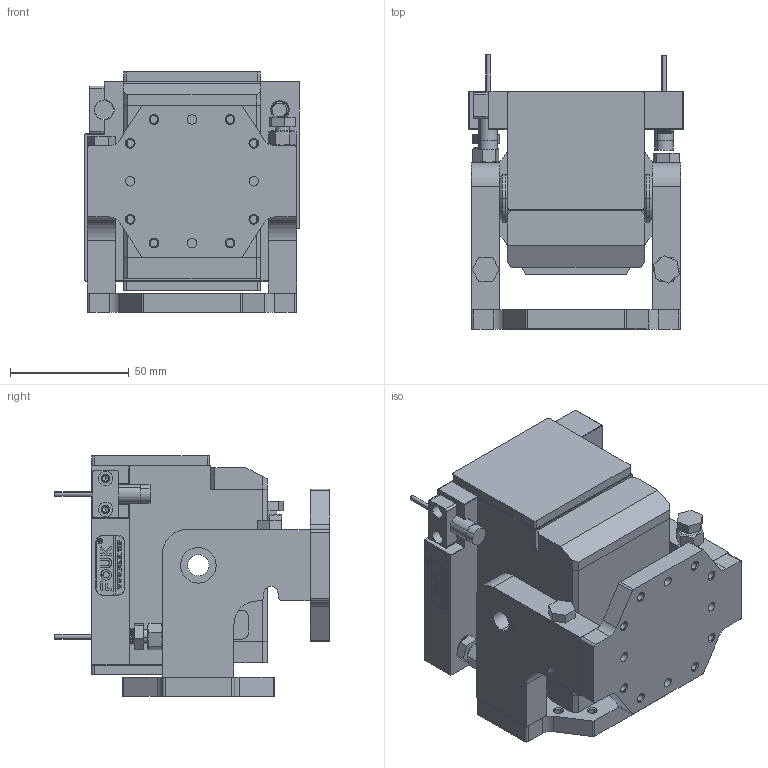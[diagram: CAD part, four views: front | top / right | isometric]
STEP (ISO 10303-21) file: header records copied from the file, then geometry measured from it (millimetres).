
FILE_DESCRIPTION (( 'STEP AP203' ), '1' );
FILE_NAME ('TE40.STEP', '2025-01-03T02:08:14', ( 'USER-' ), ( 'Microsoft' ), 'SwSTEP 2.0', 'SolidWorks 2018', '' );
FILE_SCHEMA (( 'CONFIG_CONTROL_DESIGN' ));
Length unit declared in the file: millimetre
Products named in the file (18): 25x12-R3; 0-TE40摆缸壳体-简易模型; TE40杅耀.sldasm-Part-12; TE40杅耀.sldasm-Part-6; TE40-M12俋离.sldasm-Part-60; TE40杅耀.sldasm-Part-4; TE40杅耀.sldasm-Part-13; hexagon nuts grade c gb_GB_FASTENER_NUT_SNC1 M6-N; TE40杅耀.sldasm-Part-3; TE40杅耀.sldasm-Part-8; TE40杅耀.sldasm-Part-7; TE40杅耀.sldasm-Part-14; TE40杅耀.sldasm-Part-9; TE40杅耀.sldasm-Part-11; TZ42-76杅耀.sldasm-Part-9; TE40杅耀.sldasm-Part-15; TE40; 鞠褒芛蹟邡 M6X20
Assembly tree (26 placements, depth 2):
  TE40
    TE40杅耀.sldasm-Part-3
    TE40杅耀.sldasm-Part-4
    TE40杅耀.sldasm-Part-6  x2
    TE40杅耀.sldasm-Part-7
    TE40杅耀.sldasm-Part-8
    TE40杅耀.sldasm-Part-9
    TE40杅耀.sldasm-Part-11
    TE40杅耀.sldasm-Part-12  x2
    TE40杅耀.sldasm-Part-13
    TE40杅耀.sldasm-Part-14
    TE40杅耀.sldasm-Part-15  x2
    TE40-M12俋离.sldasm-Part-60  x2
    TZ42-76杅耀.sldasm-Part-9  x2
    0-TE40摆缸壳体-简易模型
    25x12-R3
    鞠褒芛蹟邡 M6X20  x4
    hexagon nuts grade c gb_GB_FASTENER_NUT_SNC1 M6-N  x2
Bounding box: 90 x 115.3 x 101 mm (x, y, z)
Volume: 549749.9 mm3; surface area: 116644.5 mm2
Topology: 26 solids, 26 shells, 1271 faces, 3277 edges, 2117 vertices
Faces by surface type: plane 538, cylinder 420, bspline 159, cone 146, torus 8
Entity records: 45759 total; most frequent: CARTESIAN_POINT 17737, ORIENTED_EDGE 5592, DIRECTION 4947, EDGE_CURVE 2796, VERTEX_POINT 1809, VECTOR 1673, LINE 1673, AXIS2_PLACEMENT_3D 1637
